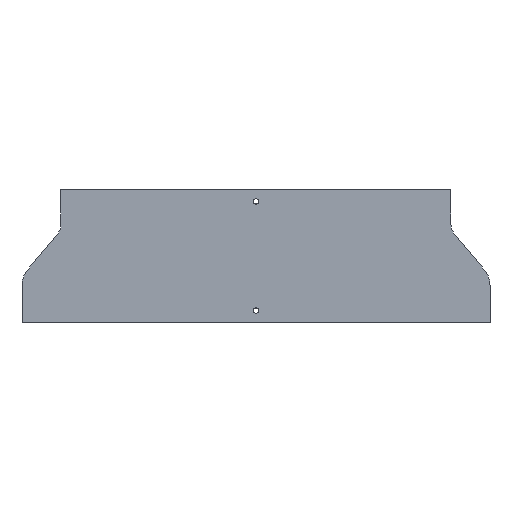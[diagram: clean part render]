
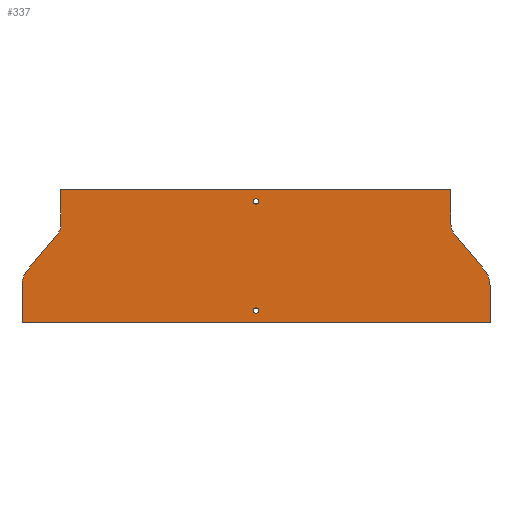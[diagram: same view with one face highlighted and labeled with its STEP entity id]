
A CAD part, front view. The second image highlights one B-rep face of the part: STEP entity #337.
In plain terms, the highlighted planar face has unit normal (0, -1, 0).
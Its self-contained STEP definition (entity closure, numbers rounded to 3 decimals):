
#33 = CARTESIAN_POINT ( 'NONE',  ( 0., 0., -18.5 ) ) ;
#34 = CARTESIAN_POINT ( 'NONE',  ( 0., 0., -158.5 ) ) ;
#113 = DIRECTION ( 'NONE',  ( 0., -1., 0. ) ) ;
#166 = DIRECTION ( 'NONE',  ( 0., -1., 0. ) ) ;
#174 = CARTESIAN_POINT ( 'NONE',  ( 0., 0., -15. ) ) ;
#176 = DIRECTION ( 'NONE',  ( 0., 0., -1. ) ) ;
#180 = DIRECTION ( 'NONE',  ( 0., 0., -1. ) ) ;
#181 = DIRECTION ( 'NONE',  ( 0., -1., 0. ) ) ;
#182 = CARTESIAN_POINT ( 'NONE',  ( 0., 0., -155. ) ) ;
#197 = DIRECTION ( 'NONE',  ( 0., 0., 1. ) ) ;
#198 = CARTESIAN_POINT ( 'NONE',  ( -270., 0., -44.139 ) ) ;
#220 = CARTESIAN_POINT ( 'NONE',  ( -270., 0., -122.241 ) ) ;
#231 = CARTESIAN_POINT ( 'NONE',  ( -254.636, 0., -56.942 ) ) ;
#232 = DIRECTION ( 'NONE',  ( 0., 0., 1. ) ) ;
#236 = DIRECTION ( 'NONE',  ( 0., 1., 0. ) ) ;
#237 = DIRECTION ( 'NONE',  ( 0.64, 0., 0.768 ) ) ;
#241 = EDGE_LOOP ( 'NONE', ( #1044 ) ) ;
#274 = VERTEX_POINT ( 'NONE', #633 ) ;
#282 = VERTEX_POINT ( 'NONE', #801 ) ;
#283 = VERTEX_POINT ( 'NONE', #768 ) ;
#289 = VERTEX_POINT ( 'NONE', #764 ) ;
#295 = VERTEX_POINT ( 'NONE', #795 ) ;
#315 = VERTEX_POINT ( 'NONE', #824 ) ;
#320 = VERTEX_POINT ( 'NONE', #829 ) ;
#337 = ADVANCED_FACE ( 'NONE', ( #1380, #1391, #1387 ), #725, .F. ) ;
#394 = CARTESIAN_POINT ( 'NONE',  ( -300., 0., -122.241 ) ) ;
#395 = DIRECTION ( 'NONE',  ( 0., 0., 1. ) ) ;
#427 = DIRECTION ( 'NONE',  ( -1., 0., 0. ) ) ;
#428 = CARTESIAN_POINT ( 'NONE',  ( -300., 0., -170. ) ) ;
#438 = DIRECTION ( 'NONE',  ( 0., 0., -1. ) ) ;
#439 = DIRECTION ( 'NONE',  ( 0., 1., 0. ) ) ;
#463 = CARTESIAN_POINT ( 'NONE',  ( 300., 0., -122.241 ) ) ;
#470 = DIRECTION ( 'NONE',  ( 0., 0., -1. ) ) ;
#480 = DIRECTION ( 'NONE',  ( 0., 0., -1. ) ) ;
#481 = DIRECTION ( 'NONE',  ( 0., -1., 0. ) ) ;
#482 = CARTESIAN_POINT ( 'NONE',  ( 270., 0., -44.139 ) ) ;
#483 = CARTESIAN_POINT ( 'NONE',  ( 254.636, 0., -56.942 ) ) ;
#491 = CARTESIAN_POINT ( 'NONE',  ( -250., 0., 0. ) ) ;
#496 = DIRECTION ( 'NONE',  ( 0., 0., 1. ) ) ;
#529 = DIRECTION ( 'NONE',  ( 0.64, 0., -0.768 ) ) ;
#534 = DIRECTION ( 'NONE',  ( 0., 0., -1. ) ) ;
#535 = CARTESIAN_POINT ( 'NONE',  ( 250., 0., 0. ) ) ;
#548 = CARTESIAN_POINT ( 'NONE',  ( -293.047, 0., -103.035 ) ) ;
#551 = CARTESIAN_POINT ( 'NONE',  ( -254.636, 0., -56.942 ) ) ;
#564 = CARTESIAN_POINT ( 'NONE',  ( 270., 0., -122.241 ) ) ;
#588 = CARTESIAN_POINT ( 'NONE',  ( 300., 0., -170. ) ) ;
#633 = CARTESIAN_POINT ( 'NONE',  ( 250., 0., -44.139 ) ) ;
#681 = CARTESIAN_POINT ( 'NONE',  ( -250., 0., 0. ) ) ;
#684 = DIRECTION ( 'NONE',  ( 1., 0., 0. ) ) ;
#702 = CARTESIAN_POINT ( 'NONE',  ( -300., 0., -170. ) ) ;
#705 = CARTESIAN_POINT ( 'NONE',  ( -300., 0., -122.241 ) ) ;
#725 = PLANE ( 'NONE',  #1985 ) ;
#732 = DIRECTION ( 'NONE',  ( 0., 1., 0. ) ) ;
#764 = CARTESIAN_POINT ( 'NONE',  ( 293.047, 0., -103.035 ) ) ;
#768 = CARTESIAN_POINT ( 'NONE',  ( 250., 0., 0. ) ) ;
#795 = CARTESIAN_POINT ( 'NONE',  ( 300., 0., -122.241 ) ) ;
#801 = CARTESIAN_POINT ( 'NONE',  ( -250., 0., 0. ) ) ;
#824 = CARTESIAN_POINT ( 'NONE',  ( 254.636, 0., -56.942 ) ) ;
#829 = CARTESIAN_POINT ( 'NONE',  ( -250., 0., -44.139 ) ) ;
#856 = CARTESIAN_POINT ( 'NONE',  ( -270., 0., -44.139 ) ) ;
#862 = DIRECTION ( 'NONE',  ( 0., 0., 1. ) ) ;
#924 = EDGE_LOOP ( 'NONE', ( #1042, #1041, #1040, #1039, #1038, #1037, #1036, #1035, #1034, #1033, #1032, #1031 ) ) ;
#953 = EDGE_LOOP ( 'NONE', ( #1043 ) ) ;
#1031 = ORIENTED_EDGE ( 'NONE', *, *, #1877, .F. ) ;
#1032 = ORIENTED_EDGE ( 'NONE', *, *, #1880, .F. ) ;
#1033 = ORIENTED_EDGE ( 'NONE', *, *, #1883, .F. ) ;
#1034 = ORIENTED_EDGE ( 'NONE', *, *, #1819, .F. ) ;
#1035 = ORIENTED_EDGE ( 'NONE', *, *, #1828, .F. ) ;
#1036 = ORIENTED_EDGE ( 'NONE', *, *, #1837, .F. ) ;
#1037 = ORIENTED_EDGE ( 'NONE', *, *, #1840, .F. ) ;
#1038 = ORIENTED_EDGE ( 'NONE', *, *, #1843, .F. ) ;
#1039 = ORIENTED_EDGE ( 'NONE', *, *, #1846, .F. ) ;
#1040 = ORIENTED_EDGE ( 'NONE', *, *, #1857, .F. ) ;
#1041 = ORIENTED_EDGE ( 'NONE', *, *, #1860, .F. ) ;
#1042 = ORIENTED_EDGE ( 'NONE', *, *, #1874, .F. ) ;
#1043 = ORIENTED_EDGE ( 'NONE', *, *, #1886, .F. ) ;
#1044 = ORIENTED_EDGE ( 'NONE', *, *, #1885, .F. ) ;
#1295 = VERTEX_POINT ( 'NONE', #548 ) ;
#1298 = VERTEX_POINT ( 'NONE', #551 ) ;
#1314 = VERTEX_POINT ( 'NONE', #702 ) ;
#1324 = VERTEX_POINT ( 'NONE', #705 ) ;
#1355 = VERTEX_POINT ( 'NONE', #588 ) ;
#1380 = FACE_BOUND ( 'NONE', #241, .T. ) ;
#1387 = FACE_OUTER_BOUND ( 'NONE', #924, .T. ) ;
#1391 = FACE_BOUND ( 'NONE', #953, .T. ) ;
#1500 = LINE ( 'NONE', #491, #1502 ) ;
#1502 = VECTOR ( 'NONE', #496, 1000. ) ;
#1515 = LINE ( 'NONE', #681, #1520 ) ;
#1520 = VECTOR ( 'NONE', #684, 1000. ) ;
#1531 = LINE ( 'NONE', #535, #1534 ) ;
#1534 = VECTOR ( 'NONE', #534, 1000. ) ;
#1537 = CIRCLE ( 'NONE', #2043, 20. ) ;
#1542 = LINE ( 'NONE', #483, #1544 ) ;
#1544 = VECTOR ( 'NONE', #529, 1000. ) ;
#1547 = CIRCLE ( 'NONE', #2045, 30. ) ;
#1562 = LINE ( 'NONE', #463, #1566 ) ;
#1566 = VECTOR ( 'NONE', #470, 1000. ) ;
#1569 = LINE ( 'NONE', #428, #1572 ) ;
#1572 = VECTOR ( 'NONE', #427, 1000. ) ;
#1592 = LINE ( 'NONE', #394, #1596 ) ;
#1596 = VECTOR ( 'NONE', #395, 1000. ) ;
#1599 = CIRCLE ( 'NONE', #2055, 30. ) ;
#1604 = LINE ( 'NONE', #231, #1606 ) ;
#1606 = VECTOR ( 'NONE', #237, 1000. ) ;
#1609 = CIRCLE ( 'NONE', #2057, 20. ) ;
#1612 = CIRCLE ( 'NONE', #2059, 3.5 ) ;
#1615 = CIRCLE ( 'NONE', #2060, 3.5 ) ;
#1760 = VERTEX_POINT ( 'NONE', #34 ) ;
#1761 = VERTEX_POINT ( 'NONE', #33 ) ;
#1819 = EDGE_CURVE ( 'NONE', #320, #282, #1500, .T. ) ;
#1828 = EDGE_CURVE ( 'NONE', #282, #283, #1515, .T. ) ;
#1837 = EDGE_CURVE ( 'NONE', #283, #274, #1531, .T. ) ;
#1840 = EDGE_CURVE ( 'NONE', #274, #315, #1537, .T. ) ;
#1843 = EDGE_CURVE ( 'NONE', #315, #289, #1542, .T. ) ;
#1846 = EDGE_CURVE ( 'NONE', #289, #295, #1547, .T. ) ;
#1857 = EDGE_CURVE ( 'NONE', #295, #1355, #1562, .T. ) ;
#1860 = EDGE_CURVE ( 'NONE', #1355, #1314, #1569, .T. ) ;
#1874 = EDGE_CURVE ( 'NONE', #1314, #1324, #1592, .T. ) ;
#1877 = EDGE_CURVE ( 'NONE', #1324, #1295, #1599, .T. ) ;
#1880 = EDGE_CURVE ( 'NONE', #1295, #1298, #1604, .T. ) ;
#1883 = EDGE_CURVE ( 'NONE', #1298, #320, #1609, .T. ) ;
#1885 = EDGE_CURVE ( 'NONE', #1760, #1760, #1612, .T. ) ;
#1886 = EDGE_CURVE ( 'NONE', #1761, #1761, #1615, .T. ) ;
#1985 = AXIS2_PLACEMENT_3D ( 'NONE', #856, #732, #862 ) ;
#2043 = AXIS2_PLACEMENT_3D ( 'NONE', #482, #481, #480 ) ;
#2045 = AXIS2_PLACEMENT_3D ( 'NONE', #564, #439, #438 ) ;
#2055 = AXIS2_PLACEMENT_3D ( 'NONE', #220, #236, #232 ) ;
#2057 = AXIS2_PLACEMENT_3D ( 'NONE', #198, #113, #197 ) ;
#2059 = AXIS2_PLACEMENT_3D ( 'NONE', #182, #181, #180 ) ;
#2060 = AXIS2_PLACEMENT_3D ( 'NONE', #174, #166, #176 ) ;
